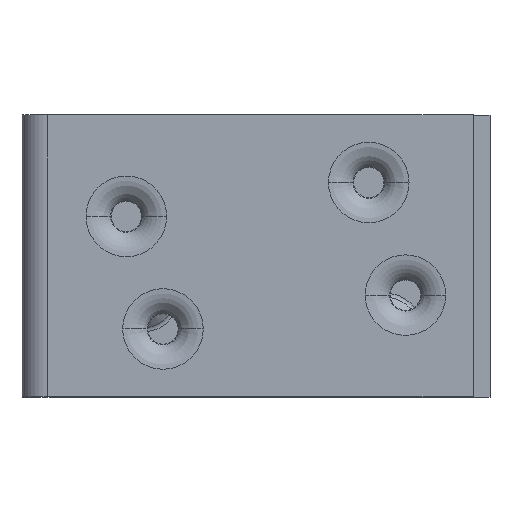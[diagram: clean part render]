
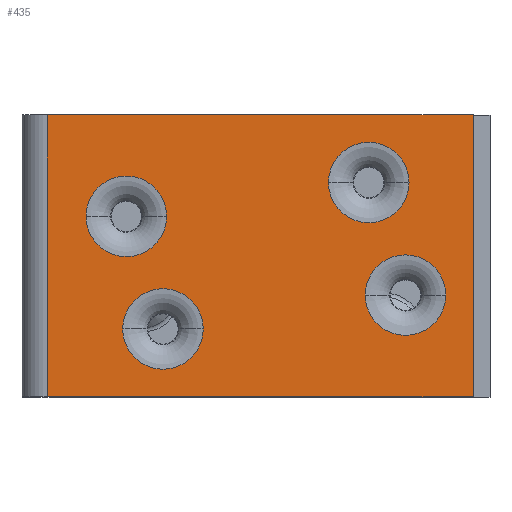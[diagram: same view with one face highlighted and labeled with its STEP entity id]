
A CAD part, top view. The second image highlights one B-rep face of the part: STEP entity #435.
In plain terms, the highlighted planar face has unit normal (0, 0, 1).
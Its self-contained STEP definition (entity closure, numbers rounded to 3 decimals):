
#18 = VERTEX_POINT ( 'NONE', #1442 ) ;
#29 = CARTESIAN_POINT ( 'NONE',  ( -22.96, 21.129, 89.92 ) ) ;
#43 = CARTESIAN_POINT ( 'NONE',  ( 54.04, 71.129, 89.92 ) ) ;
#54 = ORIENTED_EDGE ( 'NONE', *, *, #1471, .F. ) ;
#160 = EDGE_CURVE ( 'NONE', #2193, #1829, #1793, .T. ) ;
#164 = DIRECTION ( 'NONE',  ( 0., 0., -1. ) ) ;
#204 = PLANE ( 'NONE',  #290 ) ;
#290 = AXIS2_PLACEMENT_3D ( 'NONE', #3148, #1553, #2074 ) ;
#353 = CARTESIAN_POINT ( 'NONE',  ( -21.46, 21.129, 89.92 ) ) ;
#368 = DIRECTION ( 'NONE',  ( 0., -1., 0. ) ) ;
#370 = DIRECTION ( 'NONE',  ( 0., 0., -1. ) ) ;
#375 = CARTESIAN_POINT ( 'NONE',  ( -0.96, 33.16, 89.92 ) ) ;
#435 = ADVANCED_FACE ( 'NONE', ( #3173, #498, #2488, #1758, #2445 ), #204, .T. ) ;
#463 = DIRECTION ( 'NONE',  ( -1., 0., 0. ) ) ;
#498 = FACE_BOUND ( 'NONE', #651, .T. ) ;
#534 = VERTEX_POINT ( 'NONE', #918 ) ;
#555 = DIRECTION ( 'NONE',  ( 0., 0., -1. ) ) ;
#610 = CIRCLE ( 'NONE', #903, 7.146 ) ;
#651 = EDGE_LOOP ( 'NONE', ( #2762, #2864 ) ) ;
#661 = CIRCLE ( 'NONE', #2763, 7.146 ) ;
#715 = EDGE_CURVE ( 'NONE', #18, #937, #2044, .T. ) ;
#736 = VECTOR ( 'NONE', #1870, 1000. ) ;
#737 = ORIENTED_EDGE ( 'NONE', *, *, #2469, .T. ) ;
#781 = ORIENTED_EDGE ( 'NONE', *, *, #1145, .T. ) ;
#806 = EDGE_LOOP ( 'NONE', ( #1938, #2337 ) ) ;
#812 = CARTESIAN_POINT ( 'NONE',  ( -0.314, 53.129, 89.92 ) ) ;
#830 = CARTESIAN_POINT ( 'NONE',  ( 6.186, 33.16, 89.92 ) ) ;
#833 = EDGE_CURVE ( 'NONE', #18, #1739, #1297, .T. ) ;
#868 = VECTOR ( 'NONE', #1983, 1000. ) ;
#903 = AXIS2_PLACEMENT_3D ( 'NONE', #2793, #2537, #1714 ) ;
#918 = CARTESIAN_POINT ( 'NONE',  ( -8.105, 33.16, 89.92 ) ) ;
#922 = LINE ( 'NONE', #2885, #2927 ) ;
#937 = VERTEX_POINT ( 'NONE', #2324 ) ;
#981 = AXIS2_PLACEMENT_3D ( 'NONE', #1012, #1811, #463 ) ;
#1012 = CARTESIAN_POINT ( 'NONE',  ( 35.54, 59.129, 89.92 ) ) ;
#1018 = DIRECTION ( 'NONE',  ( -1., 0., 0. ) ) ;
#1075 = ORIENTED_EDGE ( 'NONE', *, *, #2975, .F. ) ;
#1090 = AXIS2_PLACEMENT_3D ( 'NONE', #3352, #370, #1759 ) ;
#1145 = EDGE_CURVE ( 'NONE', #1146, #2635, #2919, .T. ) ;
#1146 = VERTEX_POINT ( 'NONE', #2897 ) ;
#1297 = LINE ( 'NONE', #2534, #868 ) ;
#1312 = ORIENTED_EDGE ( 'NONE', *, *, #715, .T. ) ;
#1425 = EDGE_LOOP ( 'NONE', ( #1904, #1312, #54, #1075 ) ) ;
#1434 = VERTEX_POINT ( 'NONE', #2421 ) ;
#1442 = CARTESIAN_POINT ( 'NONE',  ( -21.46, 71.129, 89.92 ) ) ;
#1471 = EDGE_CURVE ( 'NONE', #1434, #937, #3333, .T. ) ;
#1510 = CIRCLE ( 'NONE', #1592, 7.146 ) ;
#1529 = CIRCLE ( 'NONE', #2962, 7.146 ) ;
#1553 = DIRECTION ( 'NONE',  ( 0., 0., 1. ) ) ;
#1573 = DIRECTION ( 'NONE',  ( 0., 0., -1. ) ) ;
#1579 = VERTEX_POINT ( 'NONE', #2192 ) ;
#1592 = AXIS2_PLACEMENT_3D ( 'NONE', #2099, #1573, #1018 ) ;
#1663 = VERTEX_POINT ( 'NONE', #830 ) ;
#1689 = CARTESIAN_POINT ( 'NONE',  ( 28.395, 59.129, 89.92 ) ) ;
#1714 = DIRECTION ( 'NONE',  ( -1., 0., 0. ) ) ;
#1739 = VERTEX_POINT ( 'NONE', #43 ) ;
#1746 = CIRCLE ( 'NONE', #1090, 7.146 ) ;
#1758 = FACE_BOUND ( 'NONE', #2961, .T. ) ;
#1759 = DIRECTION ( 'NONE',  ( -1., 0., 0. ) ) ;
#1793 = CIRCLE ( 'NONE', #3385, 7.146 ) ;
#1811 = DIRECTION ( 'NONE',  ( 0., 0., -1. ) ) ;
#1829 = VERTEX_POINT ( 'NONE', #2000 ) ;
#1846 = EDGE_CURVE ( 'NONE', #1663, #534, #610, .T. ) ;
#1870 = DIRECTION ( 'NONE',  ( -1., 0., 0. ) ) ;
#1896 = DIRECTION ( 'NONE',  ( -1., 0., 0. ) ) ;
#1904 = ORIENTED_EDGE ( 'NONE', *, *, #833, .F. ) ;
#1938 = ORIENTED_EDGE ( 'NONE', *, *, #160, .T. ) ;
#1977 = EDGE_CURVE ( 'NONE', #1579, #2382, #1746, .T. ) ;
#1983 = DIRECTION ( 'NONE',  ( 1., 0., 0. ) ) ;
#1994 = CIRCLE ( 'NONE', #2287, 7.146 ) ;
#2000 = CARTESIAN_POINT ( 'NONE',  ( 49.186, 39.16, 89.92 ) ) ;
#2007 = VECTOR ( 'NONE', #368, 1000. ) ;
#2030 = CARTESIAN_POINT ( 'NONE',  ( 42.04, 39.16, 89.92 ) ) ;
#2044 = LINE ( 'NONE', #353, #2007 ) ;
#2074 = DIRECTION ( 'NONE',  ( -1., 0., 0. ) ) ;
#2099 = CARTESIAN_POINT ( 'NONE',  ( 42.04, 39.16, 89.92 ) ) ;
#2153 = CARTESIAN_POINT ( 'NONE',  ( -7.46, 53.129, 89.92 ) ) ;
#2192 = CARTESIAN_POINT ( 'NONE',  ( -14.605, 53.129, 89.92 ) ) ;
#2193 = VERTEX_POINT ( 'NONE', #2928 ) ;
#2217 = DIRECTION ( 'NONE',  ( 0., 0., -1. ) ) ;
#2229 = DIRECTION ( 'NONE',  ( -1., 0., 0. ) ) ;
#2247 = ORIENTED_EDGE ( 'NONE', *, *, #2614, .T. ) ;
#2267 = DIRECTION ( 'NONE',  ( 0., 0., -1. ) ) ;
#2287 = AXIS2_PLACEMENT_3D ( 'NONE', #2153, #555, #1896 ) ;
#2324 = CARTESIAN_POINT ( 'NONE',  ( -21.46, 21.129, 89.92 ) ) ;
#2337 = ORIENTED_EDGE ( 'NONE', *, *, #3060, .T. ) ;
#2382 = VERTEX_POINT ( 'NONE', #812 ) ;
#2421 = CARTESIAN_POINT ( 'NONE',  ( 54.04, 21.129, 89.92 ) ) ;
#2441 = ORIENTED_EDGE ( 'NONE', *, *, #1977, .T. ) ;
#2445 = FACE_OUTER_BOUND ( 'NONE', #1425, .T. ) ;
#2469 = EDGE_CURVE ( 'NONE', #2382, #1579, #1994, .T. ) ;
#2488 = FACE_BOUND ( 'NONE', #806, .T. ) ;
#2534 = CARTESIAN_POINT ( 'NONE',  ( -22.96, 71.129, 89.92 ) ) ;
#2537 = DIRECTION ( 'NONE',  ( 0., 0., -1. ) ) ;
#2546 = DIRECTION ( 'NONE',  ( -1., 0., 0. ) ) ;
#2614 = EDGE_CURVE ( 'NONE', #2635, #1146, #1529, .T. ) ;
#2635 = VERTEX_POINT ( 'NONE', #1689 ) ;
#2762 = ORIENTED_EDGE ( 'NONE', *, *, #2782, .T. ) ;
#2763 = AXIS2_PLACEMENT_3D ( 'NONE', #375, #2267, #2546 ) ;
#2782 = EDGE_CURVE ( 'NONE', #534, #1663, #661, .T. ) ;
#2784 = CARTESIAN_POINT ( 'NONE',  ( 35.54, 59.129, 89.92 ) ) ;
#2793 = CARTESIAN_POINT ( 'NONE',  ( -0.96, 33.16, 89.92 ) ) ;
#2864 = ORIENTED_EDGE ( 'NONE', *, *, #1846, .T. ) ;
#2885 = CARTESIAN_POINT ( 'NONE',  ( 54.04, 71.129, 89.92 ) ) ;
#2897 = CARTESIAN_POINT ( 'NONE',  ( 42.686, 59.129, 89.92 ) ) ;
#2909 = DIRECTION ( 'NONE',  ( 0., -1., 0. ) ) ;
#2919 = CIRCLE ( 'NONE', #981, 7.146 ) ;
#2927 = VECTOR ( 'NONE', #2909, 1000. ) ;
#2928 = CARTESIAN_POINT ( 'NONE',  ( 34.895, 39.16, 89.92 ) ) ;
#2961 = EDGE_LOOP ( 'NONE', ( #2247, #781 ) ) ;
#2962 = AXIS2_PLACEMENT_3D ( 'NONE', #2784, #2217, #2229 ) ;
#2975 = EDGE_CURVE ( 'NONE', #1739, #1434, #922, .T. ) ;
#3060 = EDGE_CURVE ( 'NONE', #1829, #2193, #1510, .T. ) ;
#3148 = CARTESIAN_POINT ( 'NONE',  ( -22.96, 21.129, 89.92 ) ) ;
#3173 = FACE_BOUND ( 'NONE', #3315, .T. ) ;
#3315 = EDGE_LOOP ( 'NONE', ( #2441, #737 ) ) ;
#3333 = LINE ( 'NONE', #29, #736 ) ;
#3352 = CARTESIAN_POINT ( 'NONE',  ( -7.46, 53.129, 89.92 ) ) ;
#3385 = AXIS2_PLACEMENT_3D ( 'NONE', #2030, #164, #3406 ) ;
#3406 = DIRECTION ( 'NONE',  ( -1., 0., 0. ) ) ;
